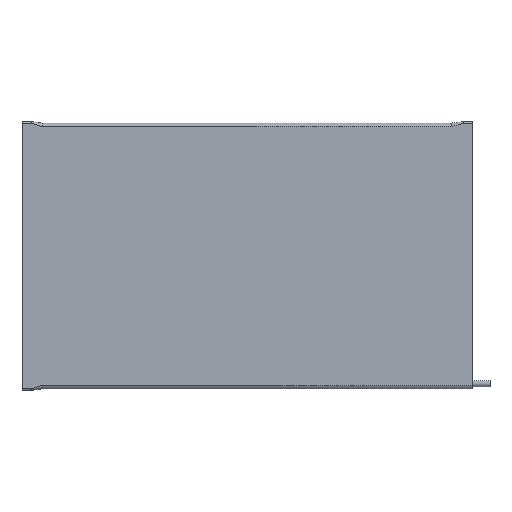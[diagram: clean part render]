
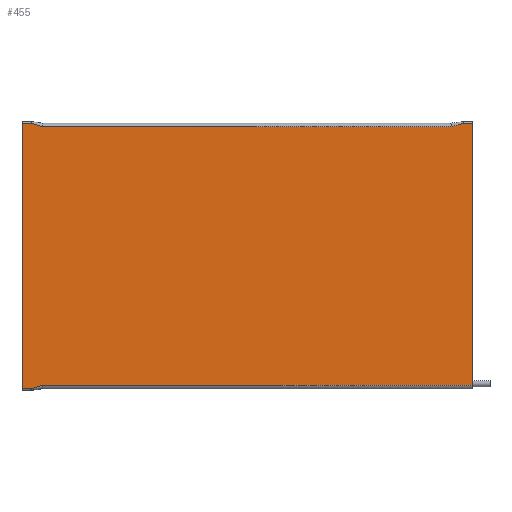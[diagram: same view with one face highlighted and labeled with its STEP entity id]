
A CAD part, front view. The second image highlights one B-rep face of the part: STEP entity #455.
In plain terms, the highlighted planar face has unit normal (0, -1, 0).
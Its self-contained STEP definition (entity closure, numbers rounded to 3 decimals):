
#12 = ORIENTED_EDGE ( 'NONE', *, *, #10136, .T. ) ;
#36 = EDGE_CURVE ( 'NONE', #160, #4215, #6211, .T. ) ;
#67 = ORIENTED_EDGE ( 'NONE', *, *, #9177, .F. ) ;
#160 = VERTEX_POINT ( 'NONE', #11167 ) ;
#299 = CARTESIAN_POINT ( 'NONE',  ( -70., 0., 43.647 ) ) ;
#395 = LINE ( 'NONE', #6310, #1483 ) ;
#455 = ADVANCED_FACE ( 'NONE', ( #8914 ), #712, .T. ) ;
#648 = CARTESIAN_POINT ( 'NONE',  ( 0., 0., 44.26 ) ) ;
#712 = PLANE ( 'NONE',  #13465 ) ;
#721 = LINE ( 'NONE', #648, #4643 ) ;
#810 = EDGE_LOOP ( 'NONE', ( #3487, #2367, #2205, #3541, #1661, #10279, #67, #8689, #1096, #12 ) ) ;
#813 = VERTEX_POINT ( 'NONE', #5925 ) ;
#877 = DIRECTION ( 'NONE',  ( -1., 0., 0. ) ) ;
#1096 = ORIENTED_EDGE ( 'NONE', *, *, #36, .F. ) ;
#1434 = DIRECTION ( 'NONE',  ( 0.956, 0., -0.293 ) ) ;
#1483 = VECTOR ( 'NONE', #1607, 1000. ) ;
#1607 = DIRECTION ( 'NONE',  ( 0.956, 0., 0.293 ) ) ;
#1661 = ORIENTED_EDGE ( 'NONE', *, *, #14958, .F. ) ;
#1878 = VERTEX_POINT ( 'NONE', #8393 ) ;
#2079 = CARTESIAN_POINT ( 'NONE',  ( -68., 0., -43.035 ) ) ;
#2161 = DIRECTION ( 'NONE',  ( 0., 0., -1. ) ) ;
#2205 = ORIENTED_EDGE ( 'NONE', *, *, #14578, .F. ) ;
#2318 = CARTESIAN_POINT ( 'NONE',  ( 0., 0., -44.26 ) ) ;
#2367 = ORIENTED_EDGE ( 'NONE', *, *, #4845, .T. ) ;
#3071 = VERTEX_POINT ( 'NONE', #9508 ) ;
#3487 = ORIENTED_EDGE ( 'NONE', *, *, #5719, .T. ) ;
#3541 = ORIENTED_EDGE ( 'NONE', *, *, #14439, .T. ) ;
#3587 = LINE ( 'NONE', #8231, #12634 ) ;
#3891 = CARTESIAN_POINT ( 'NONE',  ( 72., 0., 44.26 ) ) ;
#4132 = VECTOR ( 'NONE', #12083, 1000. ) ;
#4215 = VERTEX_POINT ( 'NONE', #10966 ) ;
#4381 = VECTOR ( 'NONE', #10736, 1000. ) ;
#4422 = CARTESIAN_POINT ( 'NONE',  ( -75., 0., 0. ) ) ;
#4643 = VECTOR ( 'NONE', #877, 1000. ) ;
#4845 = EDGE_CURVE ( 'NONE', #3071, #813, #12957, .T. ) ;
#4970 = VERTEX_POINT ( 'NONE', #3891 ) ;
#5005 = VECTOR ( 'NONE', #11576, 1000. ) ;
#5162 = CARTESIAN_POINT ( 'NONE',  ( 75., 0., -40.785 ) ) ;
#5719 = EDGE_CURVE ( 'NONE', #8801, #3071, #8067, .T. ) ;
#5875 = DIRECTION ( 'NONE',  ( -1., 0., 0. ) ) ;
#5925 = CARTESIAN_POINT ( 'NONE',  ( -72., 0., -44.26 ) ) ;
#6029 = DIRECTION ( 'NONE',  ( 1., 0., 0. ) ) ;
#6211 = LINE ( 'NONE', #299, #13715 ) ;
#6229 = CARTESIAN_POINT ( 'NONE',  ( -70., 0., -43.647 ) ) ;
#6310 = CARTESIAN_POINT ( 'NONE',  ( 68., 0., 43.035 ) ) ;
#6973 = LINE ( 'NONE', #7042, #14361 ) ;
#7042 = CARTESIAN_POINT ( 'NONE',  ( -68., 0., 43.035 ) ) ;
#7345 = VERTEX_POINT ( 'NONE', #8422 ) ;
#7528 = LINE ( 'NONE', #6229, #4381 ) ;
#8067 = LINE ( 'NONE', #4422, #5005 ) ;
#8231 = CARTESIAN_POINT ( 'NONE',  ( 68., 0., -43.035 ) ) ;
#8393 = CARTESIAN_POINT ( 'NONE',  ( 68., 0., 43.035 ) ) ;
#8422 = CARTESIAN_POINT ( 'NONE',  ( 75., 0., -43.035 ) ) ;
#8689 = ORIENTED_EDGE ( 'NONE', *, *, #9629, .T. ) ;
#8801 = VERTEX_POINT ( 'NONE', #9254 ) ;
#8914 = FACE_OUTER_BOUND ( 'NONE', #810, .T. ) ;
#8987 = CARTESIAN_POINT ( 'NONE',  ( 0., 0., 0. ) ) ;
#9177 = EDGE_CURVE ( 'NONE', #1878, #4970, #395, .T. ) ;
#9254 = CARTESIAN_POINT ( 'NONE',  ( -75., 0., 44.26 ) ) ;
#9508 = CARTESIAN_POINT ( 'NONE',  ( -75., 0., -44.26 ) ) ;
#9629 = EDGE_CURVE ( 'NONE', #1878, #4215, #6973, .T. ) ;
#10136 = EDGE_CURVE ( 'NONE', #160, #8801, #11668, .T. ) ;
#10269 = VERTEX_POINT ( 'NONE', #10603 ) ;
#10279 = ORIENTED_EDGE ( 'NONE', *, *, #12742, .T. ) ;
#10603 = CARTESIAN_POINT ( 'NONE',  ( 75., 0., 44.26 ) ) ;
#10736 = DIRECTION ( 'NONE',  ( -0.956, 0., -0.293 ) ) ;
#10966 = CARTESIAN_POINT ( 'NONE',  ( -68., 0., 43.035 ) ) ;
#11167 = CARTESIAN_POINT ( 'NONE',  ( -72., 0., 44.26 ) ) ;
#11453 = DIRECTION ( 'NONE',  ( 0., -1., 0. ) ) ;
#11564 = DIRECTION ( 'NONE',  ( -1., 0., 0. ) ) ;
#11576 = DIRECTION ( 'NONE',  ( 0., 0., -1. ) ) ;
#11668 = LINE ( 'NONE', #13879, #13154 ) ;
#11934 = LINE ( 'NONE', #5162, #4132 ) ;
#12083 = DIRECTION ( 'NONE',  ( 0., 0., -1. ) ) ;
#12526 = VECTOR ( 'NONE', #6029, 1000. ) ;
#12634 = VECTOR ( 'NONE', #13800, 1000. ) ;
#12742 = EDGE_CURVE ( 'NONE', #10269, #4970, #721, .T. ) ;
#12957 = LINE ( 'NONE', #2318, #12526 ) ;
#13154 = VECTOR ( 'NONE', #5875, 1000. ) ;
#13305 = VERTEX_POINT ( 'NONE', #2079 ) ;
#13465 = AXIS2_PLACEMENT_3D ( 'NONE', #8987, #11453, #2161 ) ;
#13715 = VECTOR ( 'NONE', #1434, 1000. ) ;
#13800 = DIRECTION ( 'NONE',  ( 1., 0., 0. ) ) ;
#13879 = CARTESIAN_POINT ( 'NONE',  ( 0., 0., 44.26 ) ) ;
#14361 = VECTOR ( 'NONE', #11564, 1000. ) ;
#14439 = EDGE_CURVE ( 'NONE', #13305, #7345, #3587, .T. ) ;
#14578 = EDGE_CURVE ( 'NONE', #13305, #813, #7528, .T. ) ;
#14958 = EDGE_CURVE ( 'NONE', #10269, #7345, #11934, .T. ) ;
